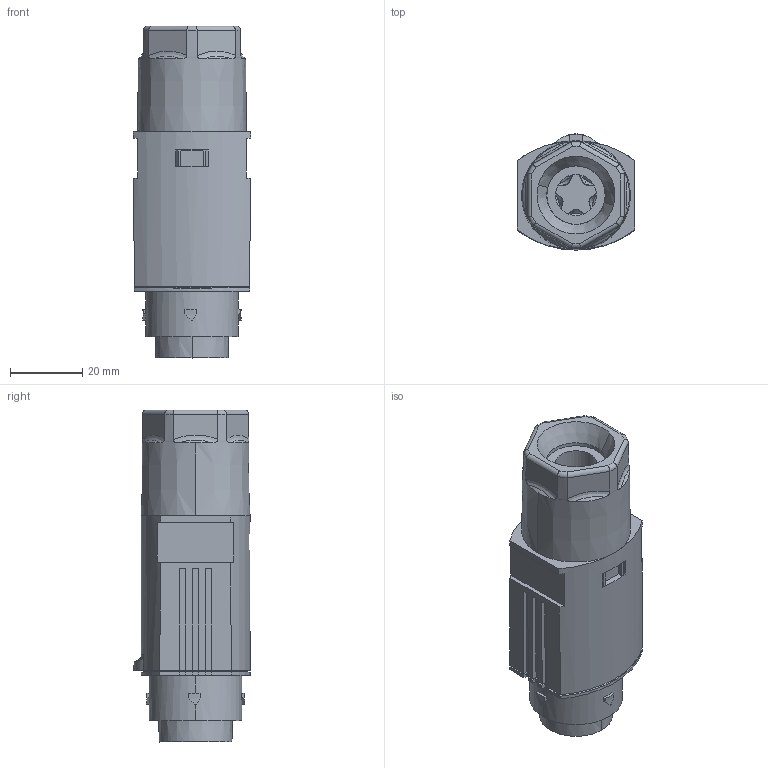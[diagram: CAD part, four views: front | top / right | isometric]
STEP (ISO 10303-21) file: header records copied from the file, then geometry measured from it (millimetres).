
FILE_DESCRIPTION(('Creo Elements/Direct Modeling STEP Export'),'2;1');
FILE_NAME('model.stp','2023-05-04T 9:14:27',(''),(''),'Creo Elements/Direct Modeling STEP processor for AP214 (Solid Model)','Creo Elements/Direct Modeling 20.1D 10-Oct-2020 (C) Parametric Technology GmbH','');
FILE_SCHEMA(('AUTOMOTIVE_DESIGN { 1 0 10303 214 1 1 1 1 }'));
Length unit declared in the file: millimetre
Products named in the file (3): IPD_P_5P2.5_M_BK_ASSY-select; IPD_TUE_NUT_5P_BK-select.1; IPD_P_5P2.5_M_BK-select
Assembly tree (2 placements, depth 2):
  IPD_P_5P2.5_M_BK-select
    IPD_TUE_NUT_5P_BK-select.1
    IPD_P_5P2.5_M_BK_ASSY-select
Bounding box: 32.54 x 32.05 x 91.65 mm (x, y, z)
Volume: 45430.4 mm3; surface area: 24680.7 mm2
Topology: 2 solids, 2 shells, 515 faces, 1501 edges, 1008 vertices
Faces by surface type: plane 301, cone 106, cylinder 66, torus 35, bspline 7
Entity records: 23074 total; most frequent: CARTESIAN_POINT 8138, ORIENTED_EDGE 3002, DIRECTION 2417, EDGE_CURVE 1501, VERTEX_POINT 1008, AXIS2_PLACEMENT_3D 827, VECTOR 763, LINE 763
